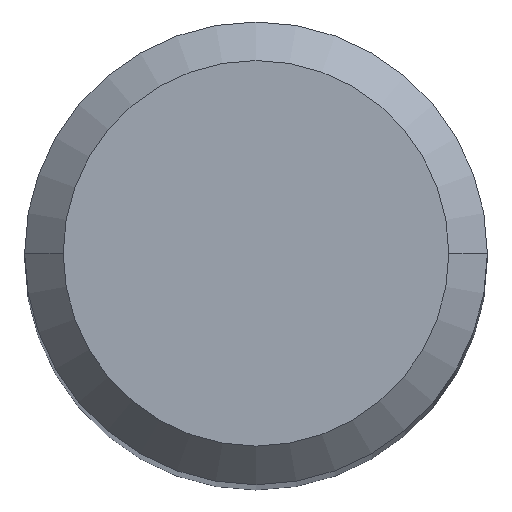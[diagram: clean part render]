
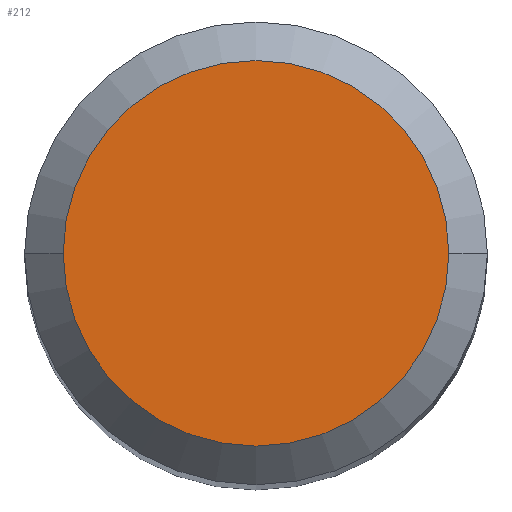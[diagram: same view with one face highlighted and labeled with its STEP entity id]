
A CAD part, top view. The second image highlights one B-rep face of the part: STEP entity #212.
In plain terms, the highlighted planar face has unit normal (0, 0, 1).
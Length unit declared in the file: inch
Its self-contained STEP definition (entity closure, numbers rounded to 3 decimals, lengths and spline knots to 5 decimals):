
#4 = DIRECTION ( 'NONE',  ( 0., 0., -1. ) ) ;
#6 = AXIS2_PLACEMENT_3D ( 'NONE', #19, #198, #447 ) ;
#19 = CARTESIAN_POINT ( 'NONE',  ( 0., 0., 0. ) ) ;
#21 = CARTESIAN_POINT ( 'NONE',  ( 0.15625, 0., 0. ) ) ;
#26 = AXIS2_PLACEMENT_3D ( 'NONE', #352, #4, #341 ) ;
#54 = CIRCLE ( 'NONE', #6, 0.15625 ) ;
#56 = CARTESIAN_POINT ( 'NONE',  ( 0., 0., 0. ) ) ;
#73 = EDGE_CURVE ( 'NONE', #294, #111, #431, .T. ) ;
#86 = AXIS2_PLACEMENT_3D ( 'NONE', #56, #376, #297 ) ;
#111 = VERTEX_POINT ( 'NONE', #21 ) ;
#126 = EDGE_CURVE ( 'NONE', #111, #294, #54, .T. ) ;
#130 = ORIENTED_EDGE ( 'NONE', *, *, #126, .T. ) ;
#173 = CARTESIAN_POINT ( 'NONE',  ( -0.15625, 0., 0. ) ) ;
#184 = ORIENTED_EDGE ( 'NONE', *, *, #73, .T. ) ;
#198 = DIRECTION ( 'NONE',  ( 0., 0., 1. ) ) ;
#212 = ADVANCED_FACE ( 'NONE', ( #441 ), #440, .F. ) ;
#216 = EDGE_LOOP ( 'NONE', ( #184, #130 ) ) ;
#294 = VERTEX_POINT ( 'NONE', #173 ) ;
#297 = DIRECTION ( 'NONE',  ( 1., 0., 0. ) ) ;
#341 = DIRECTION ( 'NONE',  ( -1., 0., 0. ) ) ;
#352 = CARTESIAN_POINT ( 'NONE',  ( 0., 0., 0. ) ) ;
#376 = DIRECTION ( 'NONE',  ( 0., 0., 1. ) ) ;
#431 = CIRCLE ( 'NONE', #86, 0.15625 ) ;
#440 = PLANE ( 'NONE',  #26 ) ;
#441 = FACE_OUTER_BOUND ( 'NONE', #216, .T. ) ;
#447 = DIRECTION ( 'NONE',  ( 1., 0., 0. ) ) ;
